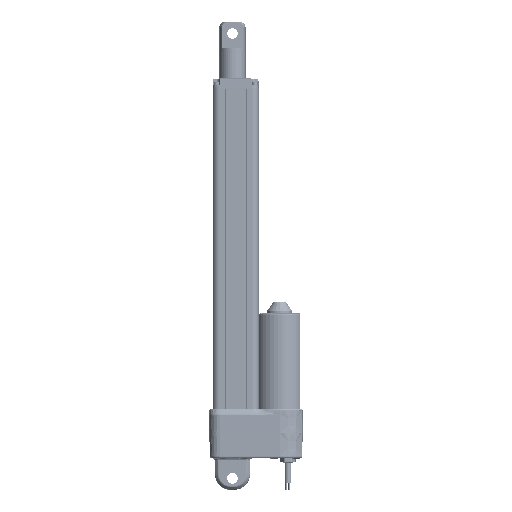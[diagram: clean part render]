
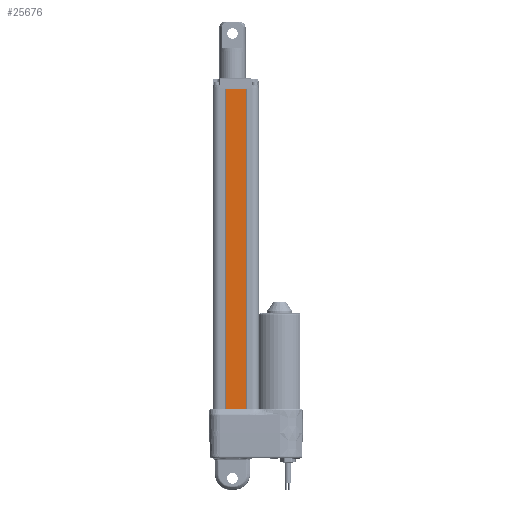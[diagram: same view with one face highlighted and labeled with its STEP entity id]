
A CAD part, top view. The second image highlights one B-rep face of the part: STEP entity #25676.
In plain terms, the highlighted face is planar.
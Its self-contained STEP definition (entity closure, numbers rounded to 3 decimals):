
#22635=DIRECTION('',(0.,0.,1.));
#22636=VECTOR('',#22635,19.);
#22637=CARTESIAN_POINT('',(-19.,-155.,-9.5));
#22638=LINE('',#22637,#22636);
#23170=DIRECTION('',(0.,0.,1.));
#23171=VECTOR('',#23170,19.);
#23172=CARTESIAN_POINT('',(-19.,155.,-9.5));
#23173=LINE('',#23172,#23171);
#23595=DIRECTION('',(0.,1.,0.));
#23596=VECTOR('',#23595,310.);
#23597=CARTESIAN_POINT('',(-19.,-155.,-9.5));
#23598=LINE('',#23597,#23596);
#23599=DIRECTION('',(0.,1.,0.));
#23600=VECTOR('',#23599,310.);
#23601=CARTESIAN_POINT('',(-19.,-155.,9.5));
#23602=LINE('',#23601,#23600);
#24432=CARTESIAN_POINT('',(-19.,-155.,-9.5));
#24434=VERTEX_POINT('',#24432);
#24442=CARTESIAN_POINT('',(-19.,-155.,9.5));
#24443=VERTEX_POINT('',#24442);
#24480=CARTESIAN_POINT('',(-19.,155.,-9.5));
#24482=VERTEX_POINT('',#24480);
#24490=CARTESIAN_POINT('',(-19.,155.,9.5));
#24491=VERTEX_POINT('',#24490);
#25663=CARTESIAN_POINT('',(-19.,-155.,-22.));
#25664=DIRECTION('',(-1.,0.,0.));
#25665=DIRECTION('',(0.,0.,1.));
#25666=AXIS2_PLACEMENT_3D('',#25663,#25664,#25665);
#25667=PLANE('',#25666);
#25669=ORIENTED_EDGE('',*,*,#25668,.T.);
#25670=ORIENTED_EDGE('',*,*,#25197,.T.);
#25672=ORIENTED_EDGE('',*,*,#25671,.F.);
#25673=ORIENTED_EDGE('',*,*,#24837,.F.);
#25674=EDGE_LOOP('',(#25669,#25670,#25672,#25673));
#25675=FACE_OUTER_BOUND('',#25674,.F.);
#25676=ADVANCED_FACE('',(#25675),#25667,.T.);
#24837=EDGE_CURVE('',#24434,#24443,#22638,.T.);
#25197=EDGE_CURVE('',#24482,#24491,#23173,.T.);
#25668=EDGE_CURVE('',#24434,#24482,#23598,.T.);
#25671=EDGE_CURVE('',#24443,#24491,#23602,.T.);
